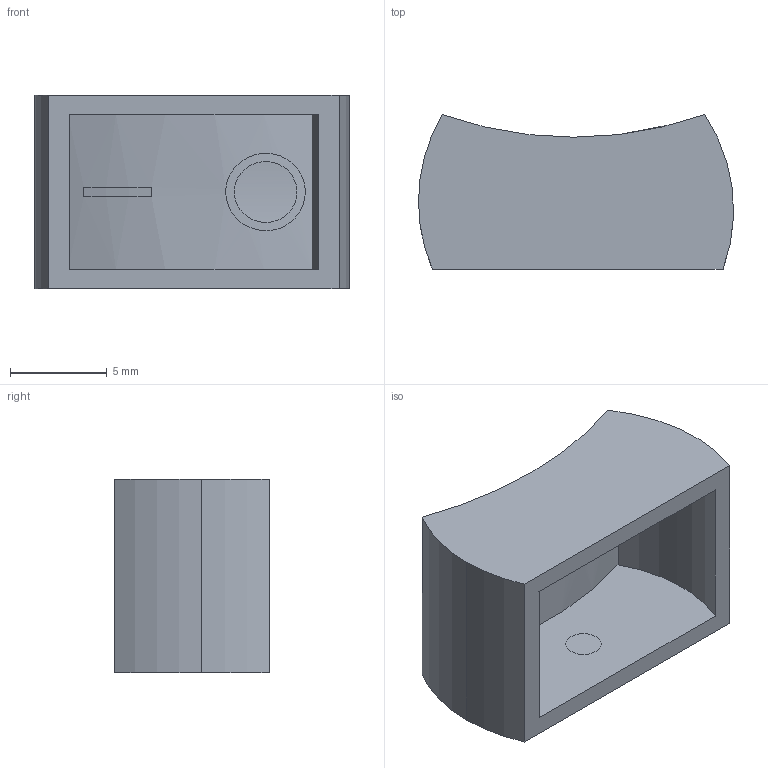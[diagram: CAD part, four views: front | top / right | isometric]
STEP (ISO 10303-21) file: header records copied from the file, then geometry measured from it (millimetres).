
FILE_DESCRIPTION (( 'STEP AP203' ), '1' );
FILE_NAME ('Switch Açma Kapama.STEP', '2021-07-17T20:12:23', ( '' ), ( '' ), 'SwSTEP 2.0', 'SolidWorks 2020', '' );
FILE_SCHEMA (( 'CONFIG_CONTROL_DESIGN' ));
Length unit declared in the file: millimetre
Products named in the file (1): Switch A蔂a Kapama
Bounding box: 16.31 x 8 x 10 mm (x, y, z)
Volume: 458.3 mm3; surface area: 967.7 mm2
Topology: 1 solids, 1 shells, 21 faces, 50 edges, 40 vertices
Faces by surface type: cylinder 14, plane 7
Entity records: 877 total; most frequent: CARTESIAN_POINT 280, DIRECTION 110, ORIENTED_EDGE 100, EDGE_CURVE 50, AXIS2_PLACEMENT_3D 46, VERTEX_POINT 40, EDGE_LOOP 30, CIRCLE 24
